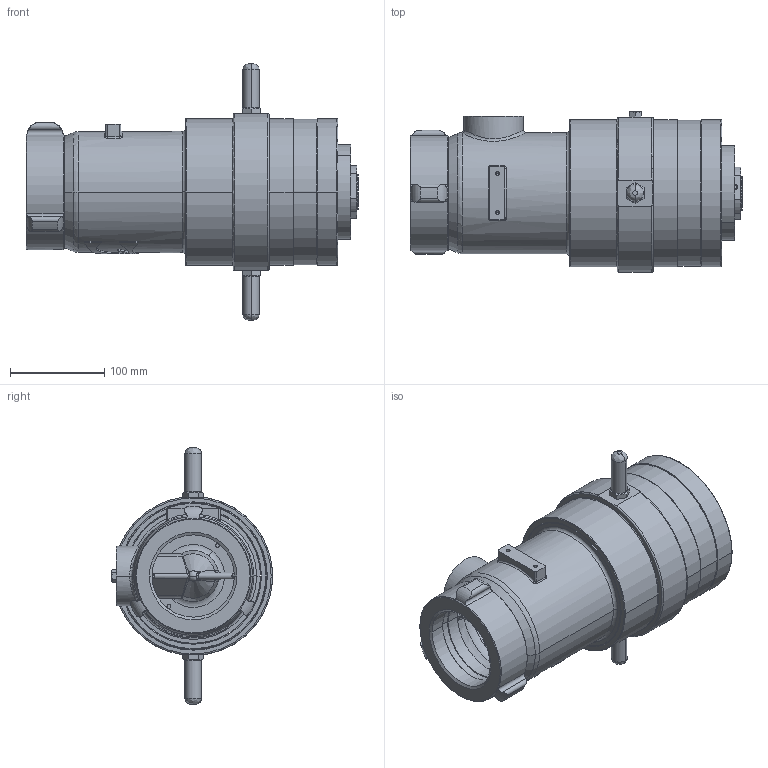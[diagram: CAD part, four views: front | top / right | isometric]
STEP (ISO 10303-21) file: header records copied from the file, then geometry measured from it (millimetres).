
FILE_DESCRIPTION((''),'2;1');
FILE_NAME('4041_2_5_MANUAL','2016-09-14T',('sobri'),(''),'CREO PARAMETRIC BY PTC INC, 2015290','CREO PARAMETRIC BY PTC INC, 2015290','');
FILE_SCHEMA(('CONFIG_CONTROL_DESIGN'));
Length unit declared in the file: inch
Products named in the file (1): 4041_2_5_MANUAL
Bounding box: 352.65 x 171.11 x 272.54 mm (x, y, z)
Surface area: 559128.1 mm2 (no closed solid volume)
Topology: 0 solids, 27 shells, 634 faces, 1866 edges, 1261 vertices
Faces by surface type: cylinder 248, bspline 126, plane 120, cone 80, torus 57, sphere 2, extrusion 1
Entity records: 54038 total; most frequent: CARTESIAN_POINT 38981, ORIENTED_EDGE 3209, DIRECTION 2641, EDGE_CURVE 1860, VERTEX_POINT 1261, AXIS2_PLACEMENT_3D 1031, B_SPLINE_CURVE_WITH_KNOTS 759, EDGE_LOOP 681
